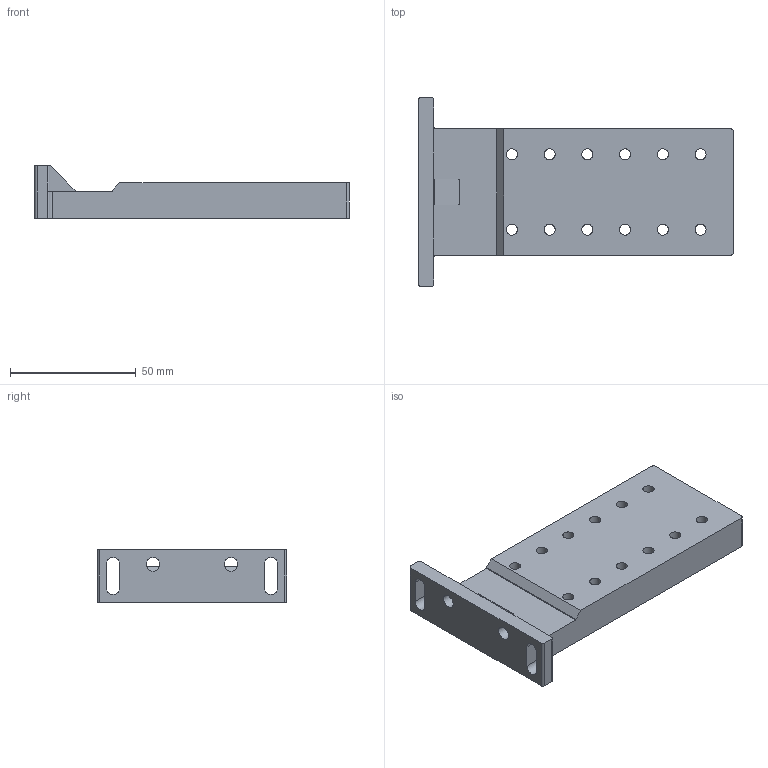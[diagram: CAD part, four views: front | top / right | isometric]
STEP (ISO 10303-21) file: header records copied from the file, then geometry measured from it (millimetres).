
FILE_DESCRIPTION(('FreeCAD Model'),'2;1');
FILE_NAME('Open CASCADE Shape Model','2022-12-29T12:14:39',(''),(''), 'Open CASCADE STEP processor 7.6','FreeCAD','Unknown');
FILE_SCHEMA(('AUTOMOTIVE_DESIGN { 1 0 10303 214 1 1 1 1 }'));
Length unit declared in the file: millimetre
Products named in the file (1): motor_base_holder
Bounding box: 125 x 75.3 x 20.75 mm (x, y, z)
Volume: 84546.8 mm3; surface area: 22267.6 mm2
Topology: 1 solids, 1 shells, 391 faces, 1131 edges, 740 vertices
Faces by surface type: plane 351, cylinder 40
Full cylindrical faces by diameter (mm): 4.4 x12, 5.4 x2, 7 x12
Entity records: 27660 total; most frequent: CARTESIAN_POINT 6601, DIRECTION 3591, ORIENTED_EDGE 2262, PCURVE 2262, DEFINITIONAL_REPRESENTATION 2262, LINE 2051, VECTOR 2051, EDGE_CURVE 1131
